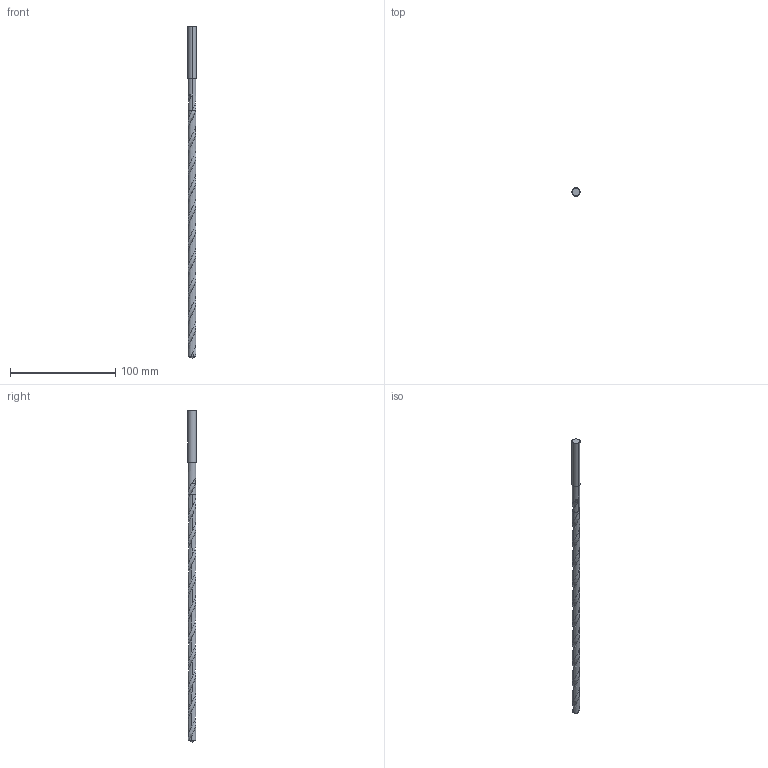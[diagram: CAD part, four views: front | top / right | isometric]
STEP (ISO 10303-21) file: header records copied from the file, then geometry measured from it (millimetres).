
FILE_DESCRIPTION(('no description'),'unknown implementation level');
FILE_NAME('solidjOxbIlFeeTKGjIvbMe_K_nesbnc_1.STP',' ',('CIM GmbH Aachen'),('CADClick - KiM GmbH - www.kimweb.de'),'unknown preprocess','ACIS','unknown authorization');
FILE_SCHEMA(('automotive_design'));
Length unit declared in the file: millimetre
Products named in the file (2): 1; 2
Bounding box: 8 x 8 x 315 mm (x, y, z)
Volume: 11432.4 mm3; surface area: 8037.4 mm2
Topology: 2 solids, 2 shells, 71 faces, 195 edges, 125 vertices
Faces by surface type: cone 34, plane 19, cylinder 12, bspline 4, revolution 2
Entity records: 38519 total; most frequent: CARTESIAN_POINT 34704, STYLED_ITEM 389, PRESENTATION_STYLE_ASSIGNMENT 389, COLOUR_RGB 389, ORIENTED_EDGE 382, DIRECTION 275, EDGE_CURVE 191, CURVE_STYLE 191
